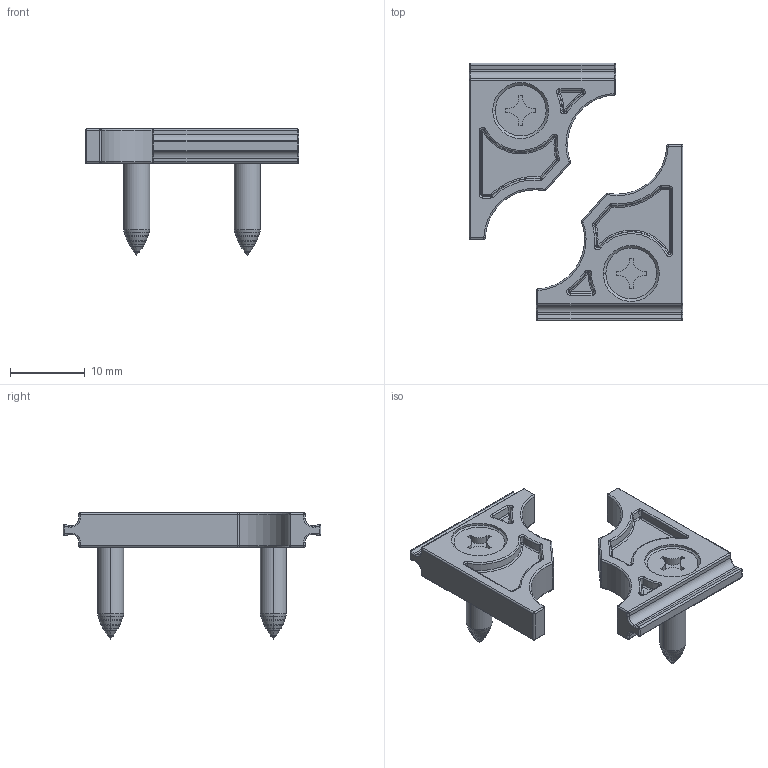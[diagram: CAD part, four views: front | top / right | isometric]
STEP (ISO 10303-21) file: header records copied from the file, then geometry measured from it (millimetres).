
FILE_DESCRIPTION((''),'2;1');
FILE_NAME('11111','2023-09-18T',('lj.zou'),(''),'PRO/ENGINEER BY PARAMETRIC TECHNOLOGY CORPORATION, 2012480','PRO/ENGINEER BY PARAMETRIC TECHNOLOGY CORPORATION, 2012480','');
FILE_SCHEMA(('CONFIG_CONTROL_DESIGN'));
Length unit declared in the file: millimetre
Products named in the file (1): 11111
Bounding box: 28.6 x 34.5 x 16.9 mm (x, y, z)
Volume: 2097.5 mm3; surface area: 2332.8 mm2
Topology: 2 solids, 2 shells, 476 faces, 1160 edges, 626 vertices
Faces by surface type: cylinder 146, torus 80, cone 76, plane 70, sphere 64, bspline 36, revolution 4
Entity records: 14470 total; most frequent: CARTESIAN_POINT 3538, DIRECTION 2556, ORIENTED_EDGE 2168, AXIS2_PLACEMENT_3D 1090, EDGE_CURVE 1084, CIRCLE 654, VERTEX_POINT 626, EDGE_LOOP 490
